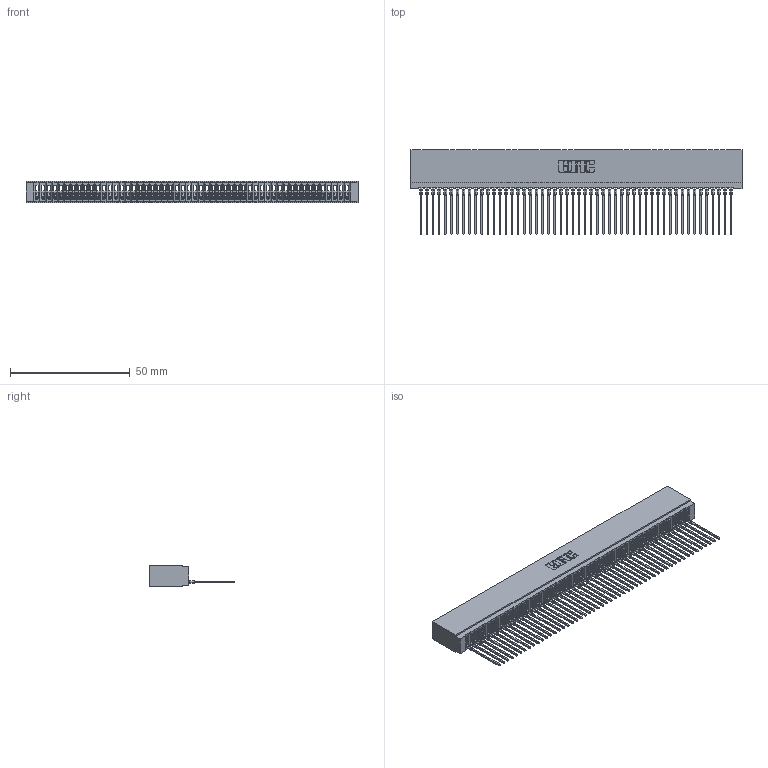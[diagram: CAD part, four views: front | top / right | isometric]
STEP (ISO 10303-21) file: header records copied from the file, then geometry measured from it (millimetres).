
FILE_DESCRIPTION (( 'STEP AP203' ), '1' );
FILE_NAME ('745-052-541-101.STEP', '2026-02-25T22:13:19', ( '' ), ( '' ), 'SwSTEP 2.0', 'SolidWorks 2023', '' );
FILE_SCHEMA (( 'CONFIG_CONTROL_DESIGN' ));
Length unit declared in the file: millimetre
Products named in the file (3): 745-292-001_541; 745 Part_Insulator Option - 01; 745-052-541-101
Assembly tree (53 placements, depth 2):
  745-052-541-101
    745 Part_Insulator Option - 01
    745-292-001_541  x52
Bounding box: 138.68 x 35.45 x 8.89 mm (x, y, z)
Volume: 12174.8 mm3; surface area: 23902 mm2
Topology: 53 solids, 53 shells, 5919 faces, 16274 edges, 10260 vertices
Faces by surface type: plane 3539, bspline 1040, cylinder 1028, torus 312
Entity records: 84514 total; most frequent: CARTESIAN_POINT 15395, ORIENTED_EDGE 14902, DIRECTION 12905, EDGE_CURVE 7451, LINE 6957, VECTOR 6957, VERTEX_POINT 4752, AXIS2_PLACEMENT_3D 2974
